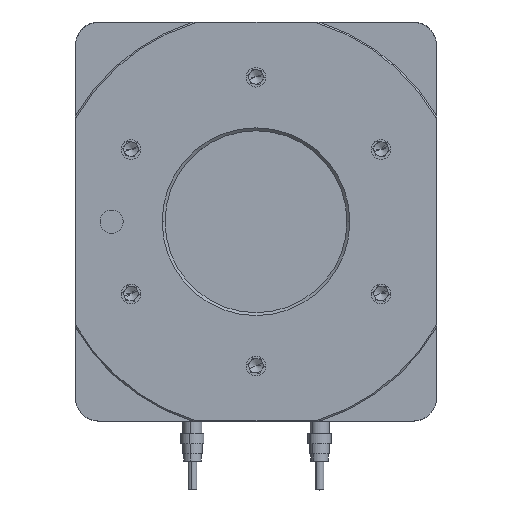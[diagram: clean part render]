
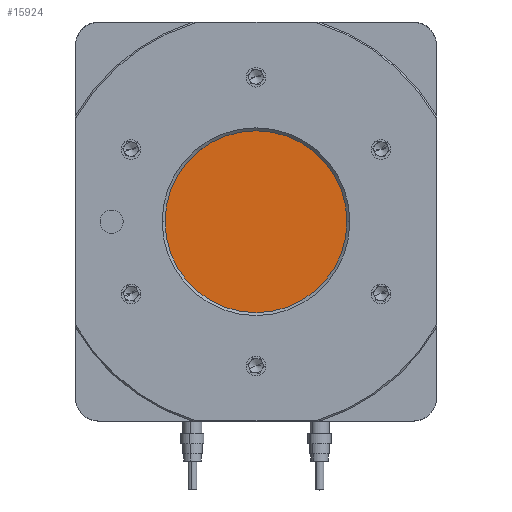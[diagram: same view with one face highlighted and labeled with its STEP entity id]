
A CAD part, top view. The second image highlights one B-rep face of the part: STEP entity #15924.
In plain terms, the highlighted planar face has unit normal (0, 0, 1).
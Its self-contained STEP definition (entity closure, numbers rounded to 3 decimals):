
#264 = VERTEX_POINT ( 'NONE', #27805 ) ;
#1938 = CIRCLE ( 'NONE', #24279, 31.5 ) ;
#2037 = FACE_OUTER_BOUND ( 'NONE', #15711, .T. ) ;
#2657 = CARTESIAN_POINT ( 'NONE',  ( 0., 0., -1. ) ) ;
#3477 = DIRECTION ( 'NONE',  ( 1., 0., 0. ) ) ;
#3999 = AXIS2_PLACEMENT_3D ( 'NONE', #31056, #14362, #3477 ) ;
#4407 = CARTESIAN_POINT ( 'NONE',  ( 0., 0., -1. ) ) ;
#5439 = DIRECTION ( 'NONE',  ( 1., 0., 0. ) ) ;
#11551 = PLANE ( 'NONE',  #3999 ) ;
#12826 = VERTEX_POINT ( 'NONE', #27761 ) ;
#14356 = ORIENTED_EDGE ( 'NONE', *, *, #33779, .T. ) ;
#14362 = DIRECTION ( 'NONE',  ( 0., 0., 1. ) ) ;
#15624 = DIRECTION ( 'NONE',  ( 1., 0., 0. ) ) ;
#15711 = EDGE_LOOP ( 'NONE', ( #18537, #14356 ) ) ;
#15924 = ADVANCED_FACE ( 'NONE', ( #2037 ), #11551, .T. ) ;
#18537 = ORIENTED_EDGE ( 'NONE', *, *, #28868, .T. ) ;
#21721 = DIRECTION ( 'NONE',  ( 0., 0., 1. ) ) ;
#23698 = DIRECTION ( 'NONE',  ( 0., 0., 1. ) ) ;
#24279 = AXIS2_PLACEMENT_3D ( 'NONE', #2657, #21721, #5439 ) ;
#25807 = AXIS2_PLACEMENT_3D ( 'NONE', #4407, #23698, #15624 ) ;
#27761 = CARTESIAN_POINT ( 'NONE',  ( -31.5, 0., -1. ) ) ;
#27805 = CARTESIAN_POINT ( 'NONE',  ( 31.5, 0., -1. ) ) ;
#28868 = EDGE_CURVE ( 'NONE', #264, #12826, #33724, .T. ) ;
#31056 = CARTESIAN_POINT ( 'NONE',  ( 0., 0., -1. ) ) ;
#33724 = CIRCLE ( 'NONE', #25807, 31.5 ) ;
#33779 = EDGE_CURVE ( 'NONE', #12826, #264, #1938, .T. ) ;
